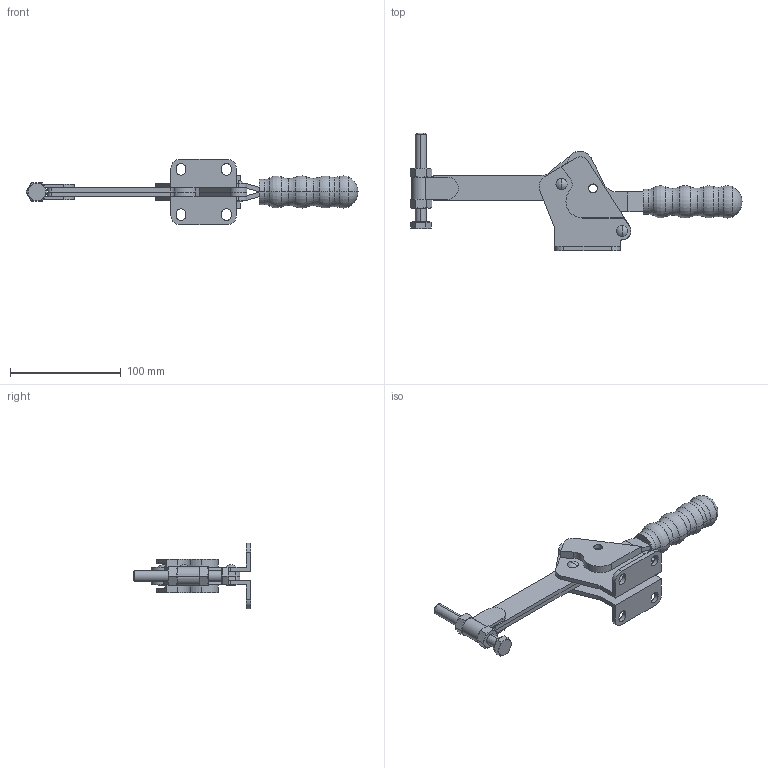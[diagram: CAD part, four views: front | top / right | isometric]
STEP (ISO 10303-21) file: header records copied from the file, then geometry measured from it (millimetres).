
FILE_DESCRIPTION (( 'STEP AP214' ), '1' );
FILE_NAME ('GH-23502-A(Â²¤Æ).STEP', '2020-07-13T06:19:22', ( 'LinWei' ), ( '' ), 'SwSTEP 2.0', 'SolidWorks 2016', '' );
FILE_SCHEMA (( 'AUTOMOTIVE_DESIGN' ));
Length unit declared in the file: millimetre
Products named in the file (6): Group3^GH-23502-A(簡化); Group1^GH-23502-A(簡化); GH-23502-A(簡化); Group2^GH-23501-A(簡化); Group1^GH-23501-A(簡化); Group4^GH-23502-A(簡化)
Assembly tree (5 placements, depth 2):
  GH-23502-A(簡化)
    Group1^GH-23502-A(簡化)
    Group3^GH-23502-A(簡化)
    Group4^GH-23502-A(簡化)
    Group1^GH-23501-A(簡化)
    Group2^GH-23501-A(簡化)
Bounding box: 299.87 x 106.24 x 59 mm (x, y, z)
Volume: 165944.3 mm3; surface area: 66709.3 mm2
Topology: 5 solids, 5 shells, 310 faces, 766 edges, 481 vertices
Faces by surface type: plane 124, cylinder 112, torus 32, cone 32, sphere 10
Entity records: 9911 total; most frequent: CARTESIAN_POINT 1909, DIRECTION 1689, ORIENTED_EDGE 1532, EDGE_CURVE 766, AXIS2_PLACEMENT_3D 665, VERTEX_POINT 481, LINE 359, VECTOR 359
